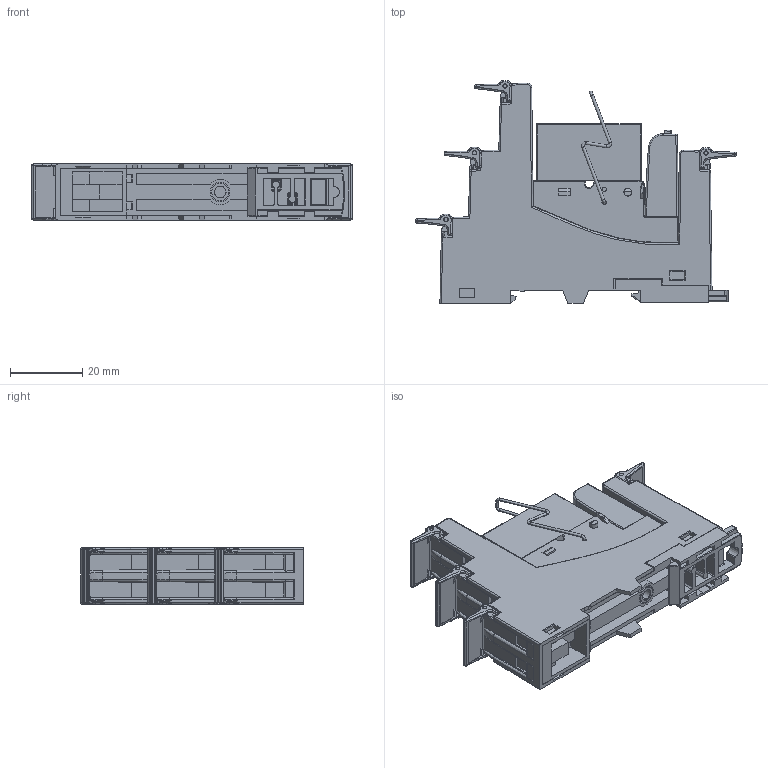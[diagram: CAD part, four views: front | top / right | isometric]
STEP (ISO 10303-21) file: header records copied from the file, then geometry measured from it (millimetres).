
FILE_DESCRIPTION (( 'STEP AP214' ), '1' );
FILE_NAME ('PI84T.STEP', '2017-03-29T11:36:50', ( '' ), ( '' ), 'SwSTEP 2.0', 'SolidWorks 2017', '' );
FILE_SCHEMA (( 'AUTOMOTIVE_DESIGN' ));
Length unit declared in the file: millimetre
Products named in the file (8): Modu³; GZM80-0041 Obejma sprê¿ynowa_zˆo¾enie; P³ytka opisowa zacisków; GZT4-0015 - Wkrêt krzy¿owy M3x8; RM84-2P; PI84T; Podstawa GZT80; GZM-2000.1 Zaczep na szynê DIN
Assembly tree (17 placements, depth 2):
  PI84T
    Podstawa GZT80
    GZT4-0015 - Wkrêt krzy¿owy M3x8  x8
    P³ytka opisowa zacisków  x4
    Modu³
    GZM-2000.1 Zaczep na szynê DIN
    GZM80-0041 Obejma sprê¿ynowa_zˆo¾enie
    RM84-2P
Bounding box: 88.73 x 61.68 x 15.86 mm (x, y, z)
Volume: 41291.4 mm3; surface area: 26854.6 mm2
Topology: 18 solids, 36 shells, 2935 faces, 7319 edges, 4374 vertices
Faces by surface type: plane 1232, cylinder 820, torus 316, bspline 303, sphere 180, cone 84
Entity records: 61074 total; most frequent: CARTESIAN_POINT 15433, ORIENTED_EDGE 9726, DIRECTION 8832, EDGE_CURVE 4863, VECTOR 3062, LINE 3062, VERTEX_POINT 3026, AXIS2_PLACEMENT_3D 2885
